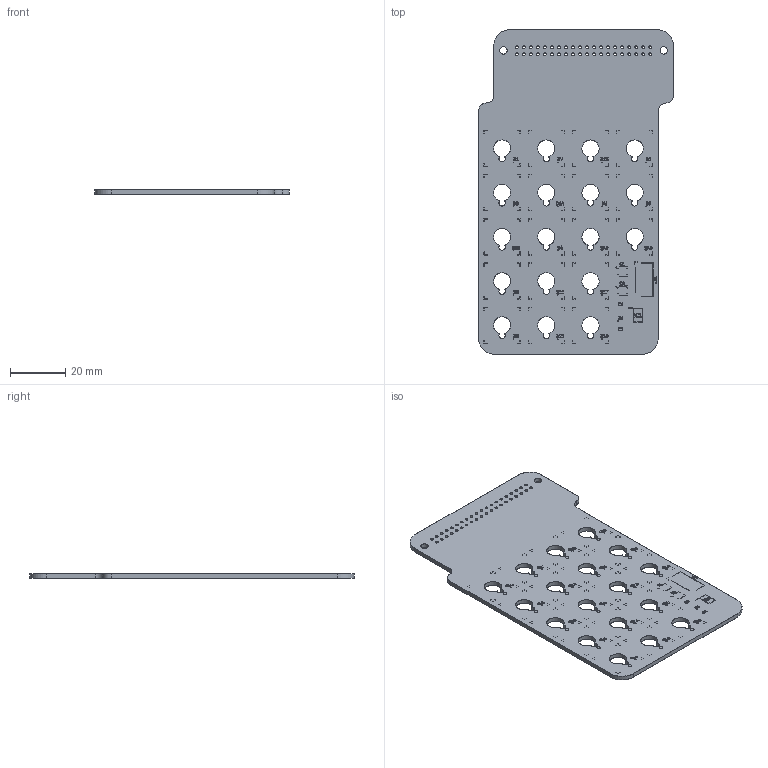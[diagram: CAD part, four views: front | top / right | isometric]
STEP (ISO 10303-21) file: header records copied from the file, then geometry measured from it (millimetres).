
FILE_DESCRIPTION(('KiCad electronic assembly'),'2;1');
FILE_NAME('DeepBlue.step','2025-07-30T19:59:58',('Pcbnew'),('Kicad'), 'Open CASCADE STEP processor 7.9','KiCad to STEP converter','Unknown' );
FILE_SCHEMA(('AUTOMOTIVE_DESIGN { 1 0 10303 214 1 1 1 1 }'));
Length unit declared in the file: millimetre
Products named in the file (4): DeepBlue 1; PiPhoneV0_silkscreen; PiPhoneV0_soldermask; PiPhoneV0_PCB
Assembly tree (3 placements, depth 2):
  DeepBlue 1
    PiPhoneV0_silkscreen
    PiPhoneV0_soldermask
    PiPhoneV0_PCB
Bounding box: 70.5 x 117.5 x 1.66 mm (x, y, z)
Volume: 10432.5 mm3; surface area: 29349.6 mm2
Topology: 1 solids, 170 shells, 318 faces, 2832 edges, 2685 vertices
Faces by surface type: plane 178, cylinder 140
Full cylindrical faces by diameter (mm): 1 x40, 1.2 x36, 2.7 x2
Entity records: 29122 total; most frequent: CARTESIAN_POINT 5839, DIRECTION 4553, ORIENTED_EDGE 3273, EDGE_CURVE 2832, VERTEX_POINT 2685, LINE 1755, VECTOR 1755, AXIS2_PLACEMENT_3D 1399
